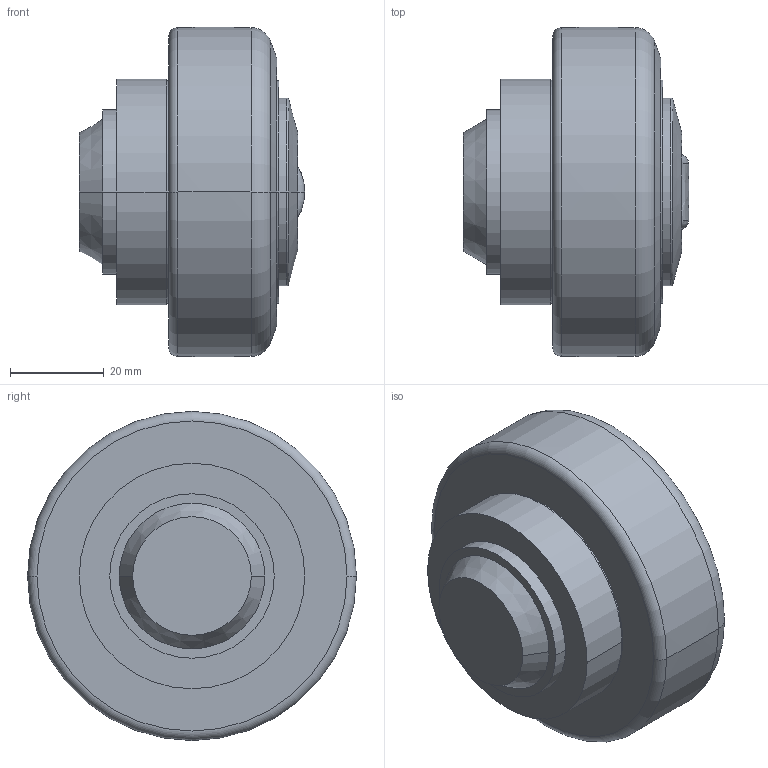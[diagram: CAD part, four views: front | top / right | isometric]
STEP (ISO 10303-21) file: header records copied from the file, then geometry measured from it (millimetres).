
FILE_DESCRIPTION(('STEP AP203'),'1');
FILE_NAME('4_073.stp','2025-04-01T09:22:45',('TraceParts'),('TraceParts S.A.'),'Spatial InterOp 3D',' ',' ');
FILE_SCHEMA(('CONFIG_CONTROL_DESIGN'));
Length unit declared in the file: millimetre
Products named in the file (1): 1
Bounding box: 48 x 70.09 x 70.09 mm (x, y, z)
Volume: 117217.7 mm3; surface area: 15058.5 mm2
Topology: 1 solids, 1 shells, 50 faces, 108 edges, 68 vertices
Faces by surface type: plane 15, cylinder 14, torus 12, cone 6, bspline 3
Entity records: 1523 total; most frequent: CARTESIAN_POINT 346, DIRECTION 266, ORIENTED_EDGE 216, AXIS2_PLACEMENT_3D 116, EDGE_CURVE 108, VERTEX_POINT 68, CIRCLE 68, EDGE_LOOP 58
